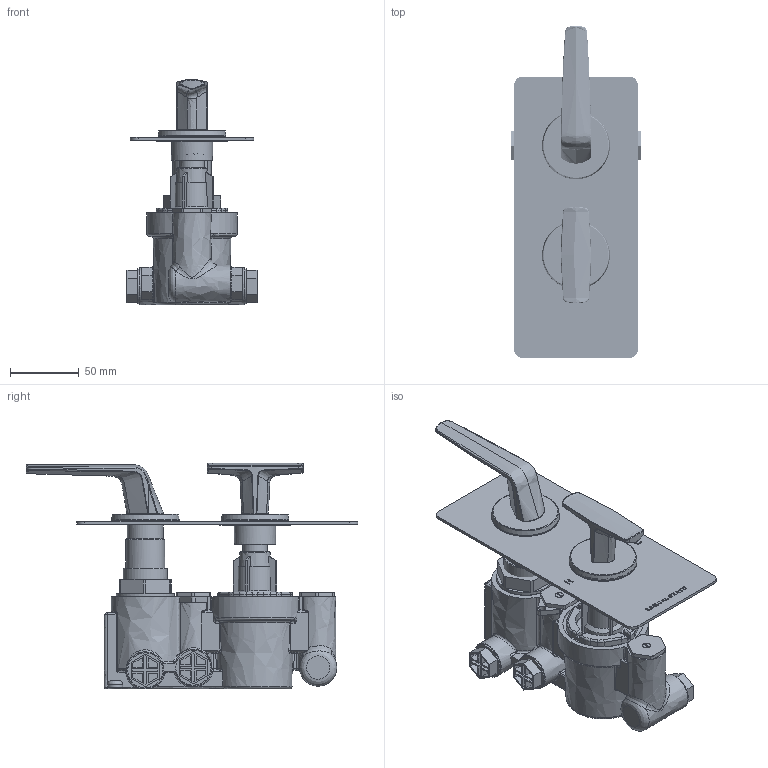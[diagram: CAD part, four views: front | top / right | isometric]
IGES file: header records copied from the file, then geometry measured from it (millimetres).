
Global section: file name: T2011-TCTL; native system: Autodesk Inventor 2020; preprocessor: unknown; author: rclarke; date: 20221207.092520; units: millimetre
Bounding box: 94.8 x 241.88 x 164.51 mm (x, y, z)
Volume: 465616.2 mm3; surface area: 285096.5 mm2
Topology: 58 solids, 63 shells, 3539 faces, 9692 edges, 6396 vertices
Faces by surface type: bspline 3539
